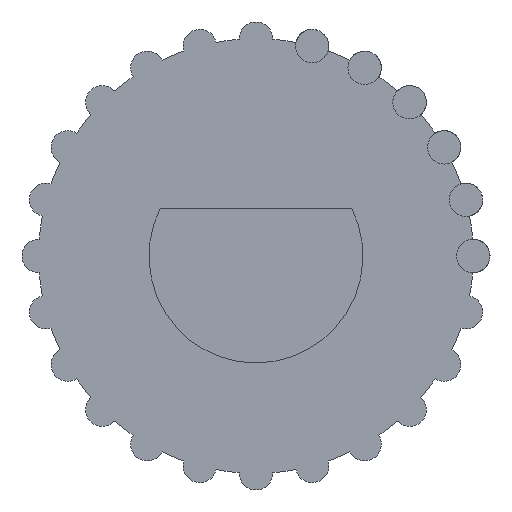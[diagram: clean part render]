
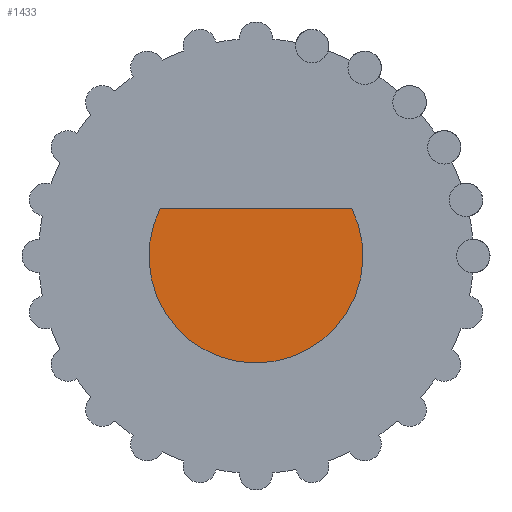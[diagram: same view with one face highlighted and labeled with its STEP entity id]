
A CAD part, left-side view. The second image highlights one B-rep face of the part: STEP entity #1433.
In plain terms, the highlighted planar face has unit normal (-1, 0, 0).
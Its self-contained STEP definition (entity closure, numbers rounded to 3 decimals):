
#188=PLANE('',#1678);
#299=CIRCLE('',#1676,3.2);
#517=ORIENTED_EDGE('',*,*,#860,.F.);
#518=ORIENTED_EDGE('',*,*,#862,.F.);
#860=EDGE_CURVE('',#1022,#1023,#299,.F.);
#862=EDGE_CURVE('',#1023,#1022,#1087,.F.);
#1022=VERTEX_POINT('',#2631);
#1023=VERTEX_POINT('',#2633);
#1087=LINE('',#2636,#1140);
#1140=VECTOR('',#2084,1000.);
#1171=EDGE_LOOP('',(#517,#518));
#1275=FACE_BOUND('',#1171,.T.);
#1433=ADVANCED_FACE('',(#1275),#188,.T.);
#1676=AXIS2_PLACEMENT_3D('',#2632,#2079,#2080);
#1678=AXIS2_PLACEMENT_3D('',#2637,#2085,#2086);
#2079=DIRECTION('',(-1.,0.,0.));
#2080=DIRECTION('',(0.,0.,1.));
#2084=DIRECTION('',(0.,1.,0.));
#2085=DIRECTION('',(-1.,0.,0.));
#2086=DIRECTION('',(0.,0.,1.));
#2631=CARTESIAN_POINT('',(6.,-2.868,1.42));
#2632=CARTESIAN_POINT('',(6.,0.,0.));
#2633=CARTESIAN_POINT('',(6.,2.868,1.42));
#2636=CARTESIAN_POINT('',(6.,-2.643,1.42));
#2637=CARTESIAN_POINT('',(6.,0.,0.));
